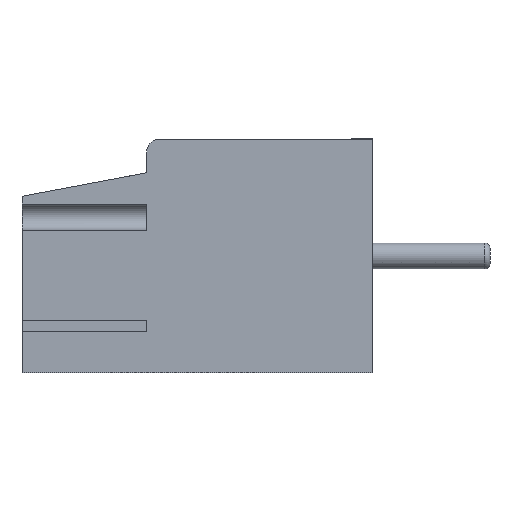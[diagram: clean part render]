
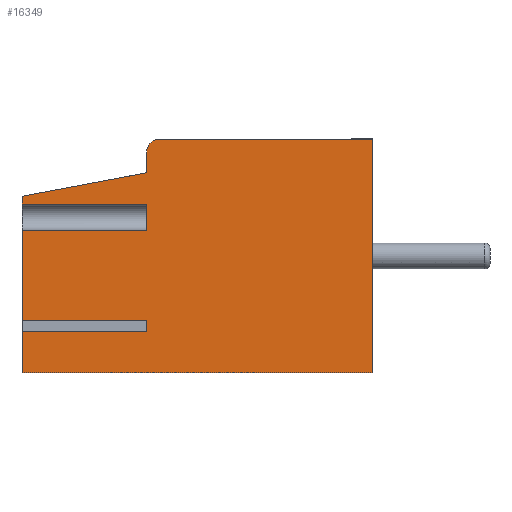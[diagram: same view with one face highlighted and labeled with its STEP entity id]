
A CAD part, left-side view. The second image highlights one B-rep face of the part: STEP entity #16349.
In plain terms, the highlighted planar face has unit normal (-1, 0, 0).
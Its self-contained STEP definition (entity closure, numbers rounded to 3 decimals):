
#447 = EDGE_LOOP ( 'NONE', ( #25625, #7205, #10154, #25245, #4371, #16892, #21770, #8093, #5783, #2531, #10437, #13944, #25114, #8843, #13910 ) ) ;
#916 = CARTESIAN_POINT ( 'NONE',  ( 0., 8.7, 9. ) ) ;
#983 = CARTESIAN_POINT ( 'NONE',  ( 0., 14.781, 1.591 ) ) ;
#1261 = EDGE_CURVE ( 'NONE', #24922, #11273, #16802, .T. ) ;
#1518 = CARTESIAN_POINT ( 'NONE',  ( 0., 8.7, 7.7 ) ) ;
#1566 = AXIS2_PLACEMENT_3D ( 'NONE', #14864, #2600, #4849 ) ;
#2395 = VECTOR ( 'NONE', #16088, 1000. ) ;
#2531 = ORIENTED_EDGE ( 'NONE', *, *, #3493, .F. ) ;
#2600 = DIRECTION ( 'NONE',  ( 1., 0., 0. ) ) ;
#2709 = DIRECTION ( 'NONE',  ( 0., 1., 0. ) ) ;
#2750 = VERTEX_POINT ( 'NONE', #24998 ) ;
#3493 = EDGE_CURVE ( 'NONE', #22244, #15467, #24206, .T. ) ;
#3536 = EDGE_CURVE ( 'NONE', #15899, #18307, #15492, .T. ) ;
#3659 = DIRECTION ( 'NONE',  ( 0., -1., 0. ) ) ;
#3716 = CARTESIAN_POINT ( 'NONE',  ( 0., 13.5, 2.009 ) ) ;
#4044 = CARTESIAN_POINT ( 'NONE',  ( 0., 8.7, 7.7 ) ) ;
#4127 = CARTESIAN_POINT ( 'NONE',  ( 0., 0., 9. ) ) ;
#4371 = ORIENTED_EDGE ( 'NONE', *, *, #3536, .F. ) ;
#4404 = CARTESIAN_POINT ( 'NONE',  ( 0., 8.7, 2.009 ) ) ;
#4792 = DIRECTION ( 'NONE',  ( 0., -0.983, 0.184 ) ) ;
#4849 = DIRECTION ( 'NONE',  ( 0., 0., -1. ) ) ;
#5115 = CARTESIAN_POINT ( 'NONE',  ( 0., 8.7, 1.591 ) ) ;
#5644 = CARTESIAN_POINT ( 'NONE',  ( 0., 14.781, 2.009 ) ) ;
#5783 = ORIENTED_EDGE ( 'NONE', *, *, #21640, .T. ) ;
#6015 = LINE ( 'NONE', #20396, #21010 ) ;
#6117 = EDGE_CURVE ( 'NONE', #11365, #15899, #14592, .T. ) ;
#6194 = LINE ( 'NONE', #5644, #24315 ) ;
#6712 = CARTESIAN_POINT ( 'NONE',  ( 0., 7.286, 5.5 ) ) ;
#6771 = EDGE_CURVE ( 'NONE', #11838, #2750, #20030, .T. ) ;
#6859 = VERTEX_POINT ( 'NONE', #22844 ) ;
#6935 = VECTOR ( 'NONE', #19163, 1000. ) ;
#7033 = CARTESIAN_POINT ( 'NONE',  ( 0., 7.286, 6.5 ) ) ;
#7205 = ORIENTED_EDGE ( 'NONE', *, *, #1261, .T. ) ;
#7329 = EDGE_CURVE ( 'NONE', #9270, #20547, #14565, .T. ) ;
#7750 = CARTESIAN_POINT ( 'NONE',  ( 0., 8.7, 1.591 ) ) ;
#7906 = VECTOR ( 'NONE', #23615, 1000. ) ;
#8093 = ORIENTED_EDGE ( 'NONE', *, *, #6771, .T. ) ;
#8262 = LINE ( 'NONE', #12786, #9779 ) ;
#8843 = ORIENTED_EDGE ( 'NONE', *, *, #13841, .F. ) ;
#9039 = EDGE_CURVE ( 'NONE', #13326, #11273, #12046, .T. ) ;
#9122 = DIRECTION ( 'NONE',  ( 0., -1., 0. ) ) ;
#9270 = VERTEX_POINT ( 'NONE', #1518 ) ;
#9308 = LINE ( 'NONE', #11315, #6935 ) ;
#9364 = DIRECTION ( 'NONE',  ( 0., -1., 0. ) ) ;
#9389 = LINE ( 'NONE', #23374, #25715 ) ;
#9653 = EDGE_CURVE ( 'NONE', #13326, #18307, #6194, .T. ) ;
#9779 = VECTOR ( 'NONE', #4792, 1000. ) ;
#10154 = ORIENTED_EDGE ( 'NONE', *, *, #9039, .F. ) ;
#10437 = ORIENTED_EDGE ( 'NONE', *, *, #22016, .T. ) ;
#10864 = EDGE_CURVE ( 'NONE', #14699, #6859, #18852, .T. ) ;
#10974 = PLANE ( 'NONE',  #1566 ) ;
#11168 = DIRECTION ( 'NONE',  ( 0., 0., -1. ) ) ;
#11273 = VERTEX_POINT ( 'NONE', #23738 ) ;
#11315 = CARTESIAN_POINT ( 'NONE',  ( 0., 0., 9. ) ) ;
#11365 = VERTEX_POINT ( 'NONE', #25497 ) ;
#11627 = CARTESIAN_POINT ( 'NONE',  ( 0., 13.5, 6.5 ) ) ;
#11678 = LINE ( 'NONE', #916, #22665 ) ;
#11838 = VERTEX_POINT ( 'NONE', #25740 ) ;
#12046 = LINE ( 'NONE', #14049, #25884 ) ;
#12224 = CARTESIAN_POINT ( 'NONE',  ( 0., 13.5, 6.8 ) ) ;
#12786 = CARTESIAN_POINT ( 'NONE',  ( 0., 13.5, 6.8 ) ) ;
#13326 = VERTEX_POINT ( 'NONE', #3716 ) ;
#13396 = EDGE_CURVE ( 'NONE', #6859, #24922, #11678, .T. ) ;
#13788 = DIRECTION ( 'NONE',  ( 0., 0., 1. ) ) ;
#13841 = EDGE_CURVE ( 'NONE', #14699, #26369, #6015, .T. ) ;
#13910 = ORIENTED_EDGE ( 'NONE', *, *, #10864, .T. ) ;
#13944 = ORIENTED_EDGE ( 'NONE', *, *, #7329, .F. ) ;
#14034 = DIRECTION ( 'NONE',  ( 0., 0., 1. ) ) ;
#14049 = CARTESIAN_POINT ( 'NONE',  ( 0., 13.5, 9. ) ) ;
#14565 = LINE ( 'NONE', #4044, #15175 ) ;
#14592 = LINE ( 'NONE', #983, #18255 ) ;
#14699 = VERTEX_POINT ( 'NONE', #11627 ) ;
#14864 = CARTESIAN_POINT ( 'NONE',  ( 0., 13.5, 9. ) ) ;
#15050 = AXIS2_PLACEMENT_3D ( 'NONE', #19530, #17139, #19280 ) ;
#15175 = VECTOR ( 'NONE', #14034, 1000. ) ;
#15467 = VERTEX_POINT ( 'NONE', #4127 ) ;
#15492 = LINE ( 'NONE', #5115, #7906 ) ;
#15899 = VERTEX_POINT ( 'NONE', #7750 ) ;
#16088 = DIRECTION ( 'NONE',  ( 0., -1., 0. ) ) ;
#16349 = ADVANCED_FACE ( 'NONE', ( #16711 ), #10974, .F. ) ;
#16711 = FACE_OUTER_BOUND ( 'NONE', #447, .T. ) ;
#16802 = LINE ( 'NONE', #6712, #26202 ) ;
#16892 = ORIENTED_EDGE ( 'NONE', *, *, #6117, .F. ) ;
#16975 = CARTESIAN_POINT ( 'NONE',  ( 0., 8.7, 5.5 ) ) ;
#17139 = DIRECTION ( 'NONE',  ( -1., 0., 0. ) ) ;
#18255 = VECTOR ( 'NONE', #9364, 1000. ) ;
#18307 = VERTEX_POINT ( 'NONE', #4404 ) ;
#18852 = LINE ( 'NONE', #7033, #23889 ) ;
#19163 = DIRECTION ( 'NONE',  ( 0., 0., 1. ) ) ;
#19280 = DIRECTION ( 'NONE',  ( 0., 0., -1. ) ) ;
#19530 = CARTESIAN_POINT ( 'NONE',  ( 0., 8.2, 8.5 ) ) ;
#19975 = DIRECTION ( 'NONE',  ( 0., 0., 1. ) ) ;
#20030 = LINE ( 'NONE', #20318, #21272 ) ;
#20035 = CARTESIAN_POINT ( 'NONE',  ( 0., 13.5, 9. ) ) ;
#20213 = EDGE_CURVE ( 'NONE', #26369, #9270, #8262, .T. ) ;
#20318 = CARTESIAN_POINT ( 'NONE',  ( 0., 13.5, 0. ) ) ;
#20396 = CARTESIAN_POINT ( 'NONE',  ( 0., 13.5, 9. ) ) ;
#20547 = VERTEX_POINT ( 'NONE', #23484 ) ;
#21010 = VECTOR ( 'NONE', #19975, 1000. ) ;
#21272 = VECTOR ( 'NONE', #25963, 1000. ) ;
#21640 = EDGE_CURVE ( 'NONE', #2750, #15467, #9308, .T. ) ;
#21770 = ORIENTED_EDGE ( 'NONE', *, *, #24217, .F. ) ;
#22016 = EDGE_CURVE ( 'NONE', #22244, #20547, #23929, .T. ) ;
#22244 = VERTEX_POINT ( 'NONE', #25721 ) ;
#22665 = VECTOR ( 'NONE', #11168, 1000. ) ;
#22844 = CARTESIAN_POINT ( 'NONE',  ( 0., 8.7, 6.5 ) ) ;
#23374 = CARTESIAN_POINT ( 'NONE',  ( 0., 13.5, 9. ) ) ;
#23484 = CARTESIAN_POINT ( 'NONE',  ( 0., 8.7, 8.5 ) ) ;
#23615 = DIRECTION ( 'NONE',  ( 0., 0., 1. ) ) ;
#23738 = CARTESIAN_POINT ( 'NONE',  ( 0., 13.5, 5.5 ) ) ;
#23889 = VECTOR ( 'NONE', #9122, 1000. ) ;
#23929 = CIRCLE ( 'NONE', #15050, 0.5 ) ;
#24206 = LINE ( 'NONE', #20035, #2395 ) ;
#24217 = EDGE_CURVE ( 'NONE', #11838, #11365, #9389, .T. ) ;
#24315 = VECTOR ( 'NONE', #3659, 1000. ) ;
#24922 = VERTEX_POINT ( 'NONE', #16975 ) ;
#24998 = CARTESIAN_POINT ( 'NONE',  ( 0., 0., 0. ) ) ;
#25114 = ORIENTED_EDGE ( 'NONE', *, *, #20213, .F. ) ;
#25245 = ORIENTED_EDGE ( 'NONE', *, *, #9653, .T. ) ;
#25497 = CARTESIAN_POINT ( 'NONE',  ( 0., 13.5, 1.591 ) ) ;
#25625 = ORIENTED_EDGE ( 'NONE', *, *, #13396, .T. ) ;
#25715 = VECTOR ( 'NONE', #13788, 1000. ) ;
#25721 = CARTESIAN_POINT ( 'NONE',  ( 0., 8.2, 9. ) ) ;
#25740 = CARTESIAN_POINT ( 'NONE',  ( 0., 13.5, 0. ) ) ;
#25884 = VECTOR ( 'NONE', #26054, 1000. ) ;
#25963 = DIRECTION ( 'NONE',  ( 0., -1., 0. ) ) ;
#26054 = DIRECTION ( 'NONE',  ( 0., 0., 1. ) ) ;
#26202 = VECTOR ( 'NONE', #2709, 1000. ) ;
#26369 = VERTEX_POINT ( 'NONE', #12224 ) ;
